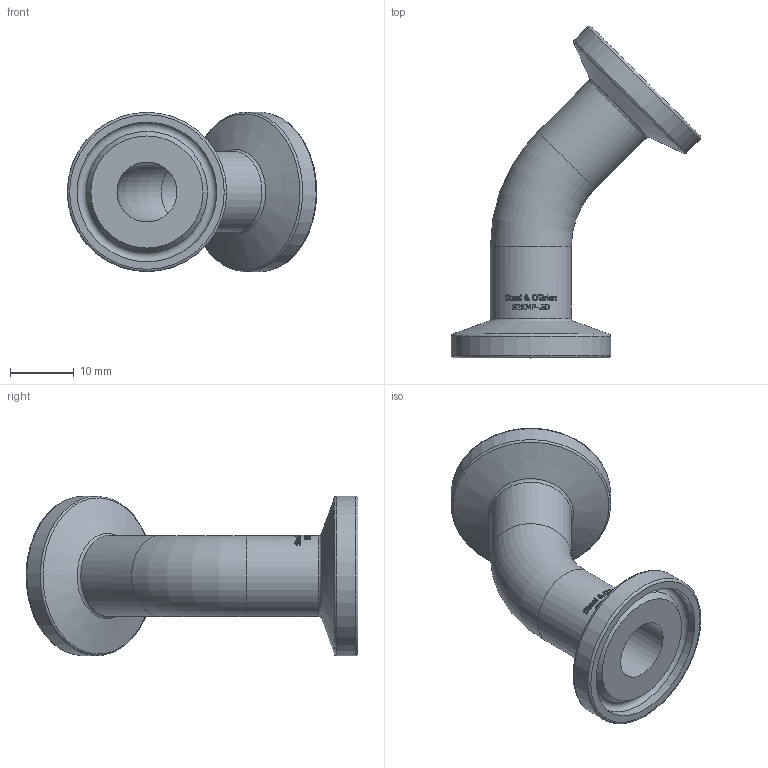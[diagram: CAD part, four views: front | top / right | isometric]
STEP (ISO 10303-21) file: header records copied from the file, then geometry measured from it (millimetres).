
FILE_DESCRIPTION(/* description */ (''),/* implementation_level */ '2;1');
FILE_NAME(/* name */ 'S2KMP-.50.stp',/* time_stamp */ '2018-11-27T13:27:22-05:00',/* author */ ('ken'),/* organization */ (''),/* preprocessor_version */ 'ST-DEVELOPER v15.2',/* originating_system */ 'Autodesk Inventor 2014',/* authorisation */ '');
FILE_SCHEMA (('AUTOMOTIVE_DESIGN { 1 0 10303 214 3 1 1 }'));
Length unit declared in the file: inch
Products named in the file (1): S2KMP-.50
Bounding box: 39.12 x 52.01 x 24.99 mm (x, y, z)
Volume: 5473.1 mm3; surface area: 5433.6 mm2
Topology: 1 solids, 1 shells, 376 faces, 1001 edges, 662 vertices
Faces by surface type: bspline 179, plane 142, cylinder 41, torus 10, cone 4
Full cylindrical faces by diameter (mm): 9.398 x2, 12.7 x2, 21.895 x2, 24.994 x2
Entity records: 14805 total; most frequent: CARTESIAN_POINT 6501, ORIENTED_EDGE 1954, DIRECTION 1201, EDGE_CURVE 977, VERTEX_POINT 660, EDGE_LOOP 435, LINE 433, VECTOR 433
